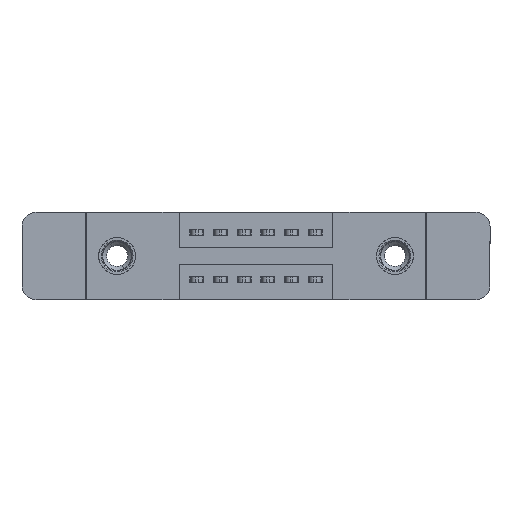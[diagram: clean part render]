
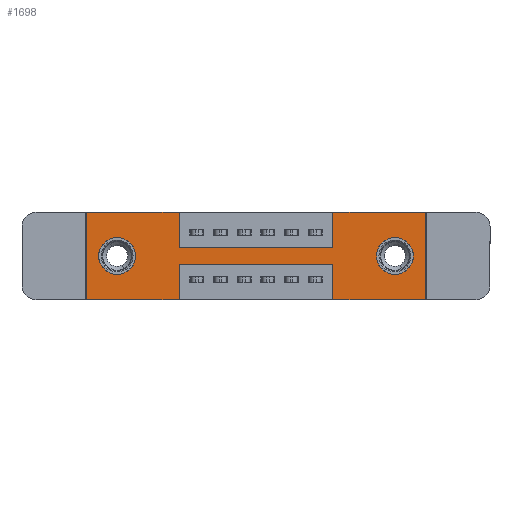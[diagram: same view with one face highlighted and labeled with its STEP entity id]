
A CAD part, front view. The second image highlights one B-rep face of the part: STEP entity #1698.
In plain terms, the highlighted planar face has unit normal (0, -1, 0).
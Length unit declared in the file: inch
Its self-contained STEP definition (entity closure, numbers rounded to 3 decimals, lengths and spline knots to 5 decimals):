
#43 = EDGE_CURVE ( 'NONE', #13105, #6797, #9673, .T. ) ;
#132 = VERTEX_POINT ( 'NONE', #7774 ) ;
#147 = ORIENTED_EDGE ( 'NONE', *, *, #14661, .T. ) ;
#301 = CARTESIAN_POINT ( 'NONE',  ( 0.3925, 0., 0. ) ) ;
#381 = VECTOR ( 'NONE', #3178, 39.37008 ) ;
#435 = CARTESIAN_POINT ( 'NONE',  ( 0., 0., 0. ) ) ;
#669 = EDGE_CURVE ( 'NONE', #132, #13105, #4688, .T. ) ;
#819 = EDGE_CURVE ( 'NONE', #2099, #132, #12846, .T. ) ;
#871 = DIRECTION ( 'NONE',  ( 0., 0., -1. ) ) ;
#896 = ORIENTED_EDGE ( 'NONE', *, *, #10931, .F. ) ;
#908 = VERTEX_POINT ( 'NONE', #11891 ) ;
#961 = CARTESIAN_POINT ( 'NONE',  ( 0.3925, 0., -0.22 ) ) ;
#972 = PLANE ( 'NONE',  #3843 ) ;
#1209 = EDGE_CURVE ( 'NONE', #14259, #4519, #3237, .T. ) ;
#1314 = DIRECTION ( 'NONE',  ( 0., 1., 0. ) ) ;
#1461 = DIRECTION ( 'NONE',  ( 0., 0., 1. ) ) ;
#1475 = EDGE_CURVE ( 'NONE', #5518, #9263, #9458, .T. ) ;
#1503 = ORIENTED_EDGE ( 'NONE', *, *, #819, .F. ) ;
#1589 = CARTESIAN_POINT ( 'NONE',  ( 0., 0., 0. ) ) ;
#1698 = ADVANCED_FACE ( 'NONE', ( #14016, #11756, #14549 ), #972, .T. ) ;
#1707 = ORIENTED_EDGE ( 'NONE', *, *, #13329, .F. ) ;
#1812 = EDGE_LOOP ( 'NONE', ( #5947, #2979, #1707, #10506, #8279, #1503, #12785, #9251, #10764, #14090, #896, #12772 ) ) ;
#2042 = CARTESIAN_POINT ( 'NONE',  ( 0.3925, 0., -0.15 ) ) ;
#2099 = VERTEX_POINT ( 'NONE', #9480 ) ;
#2519 = VERTEX_POINT ( 'NONE', #7364 ) ;
#2736 = CARTESIAN_POINT ( 'NONE',  ( 0.13, 0., -0.107 ) ) ;
#2938 = DIRECTION ( 'NONE',  ( -1., 0., 0. ) ) ;
#2979 = ORIENTED_EDGE ( 'NONE', *, *, #9323, .F. ) ;
#3043 = DIRECTION ( 'NONE',  ( -1., 0., 0. ) ) ;
#3094 = EDGE_CURVE ( 'NONE', #6717, #2099, #14514, .T. ) ;
#3178 = DIRECTION ( 'NONE',  ( 1., 0., 0. ) ) ;
#3237 = LINE ( 'NONE', #301, #4489 ) ;
#3843 = AXIS2_PLACEMENT_3D ( 'NONE', #6753, #5673, #871 ) ;
#3893 = VECTOR ( 'NONE', #11482, 39.37008 ) ;
#4018 = AXIS2_PLACEMENT_3D ( 'NONE', #4274, #11235, #14354 ) ;
#4083 = VECTOR ( 'NONE', #12343, 39.37008 ) ;
#4103 = CARTESIAN_POINT ( 'NONE',  ( 0., 0., 0. ) ) ;
#4145 = CARTESIAN_POINT ( 'NONE',  ( 1.435, 0., -0.37 ) ) ;
#4187 = CARTESIAN_POINT ( 'NONE',  ( 0.3925, 0., -0.22 ) ) ;
#4191 = VERTEX_POINT ( 'NONE', #435 ) ;
#4274 = CARTESIAN_POINT ( 'NONE',  ( 1.305, 0., -0.185 ) ) ;
#4406 = ORIENTED_EDGE ( 'NONE', *, *, #14284, .T. ) ;
#4489 = VECTOR ( 'NONE', #10312, 39.37008 ) ;
#4519 = VERTEX_POINT ( 'NONE', #9053 ) ;
#4574 = VERTEX_POINT ( 'NONE', #13707 ) ;
#4612 = CARTESIAN_POINT ( 'NONE',  ( 0., 0., 0. ) ) ;
#4688 = LINE ( 'NONE', #6695, #5040 ) ;
#4800 = CARTESIAN_POINT ( 'NONE',  ( 0.13, 0., -0.185 ) ) ;
#4974 = DIRECTION ( 'NONE',  ( 0., 0., 1. ) ) ;
#5040 = VECTOR ( 'NONE', #13257, 39.37008 ) ;
#5092 = EDGE_CURVE ( 'NONE', #4519, #6717, #11578, .T. ) ;
#5518 = VERTEX_POINT ( 'NONE', #10177 ) ;
#5666 = DIRECTION ( 'NONE',  ( -1., 0., 0. ) ) ;
#5673 = DIRECTION ( 'NONE',  ( 0., -1., 0. ) ) ;
#5947 = ORIENTED_EDGE ( 'NONE', *, *, #7114, .F. ) ;
#6001 = VERTEX_POINT ( 'NONE', #11229 ) ;
#6355 = VECTOR ( 'NONE', #5666, 39.37008 ) ;
#6480 = VECTOR ( 'NONE', #9730, 39.37008 ) ;
#6486 = AXIS2_PLACEMENT_3D ( 'NONE', #11910, #8453, #4974 ) ;
#6568 = ORIENTED_EDGE ( 'NONE', *, *, #1475, .T. ) ;
#6661 = VECTOR ( 'NONE', #3043, 39.37008 ) ;
#6695 = CARTESIAN_POINT ( 'NONE',  ( 1.435, 0., 0. ) ) ;
#6717 = VERTEX_POINT ( 'NONE', #13022 ) ;
#6753 = CARTESIAN_POINT ( 'NONE',  ( 0., 0., -0.37 ) ) ;
#6797 = VERTEX_POINT ( 'NONE', #7314 ) ;
#7114 = EDGE_CURVE ( 'NONE', #12659, #4574, #8851, .T. ) ;
#7314 = CARTESIAN_POINT ( 'NONE',  ( 1.0425, 0., -0.37 ) ) ;
#7364 = CARTESIAN_POINT ( 'NONE',  ( 0.13, 0., -0.263 ) ) ;
#7555 = EDGE_CURVE ( 'NONE', #4574, #908, #9883, .T. ) ;
#7608 = CARTESIAN_POINT ( 'NONE',  ( 1.305, 0., -0.263 ) ) ;
#7633 = CIRCLE ( 'NONE', #6486, 0.078 ) ;
#7718 = CIRCLE ( 'NONE', #14004, 0.078 ) ;
#7774 = CARTESIAN_POINT ( 'NONE',  ( 1.435, 0., 0. ) ) ;
#8279 = ORIENTED_EDGE ( 'NONE', *, *, #669, .F. ) ;
#8453 = DIRECTION ( 'NONE',  ( 0., 1., 0. ) ) ;
#8851 = LINE ( 'NONE', #14671, #3893 ) ;
#9053 = CARTESIAN_POINT ( 'NONE',  ( 0.3925, 0., -0.15 ) ) ;
#9084 = DIRECTION ( 'NONE',  ( 1., 0., 0. ) ) ;
#9133 = VECTOR ( 'NONE', #9084, 39.37008 ) ;
#9251 = ORIENTED_EDGE ( 'NONE', *, *, #5092, .F. ) ;
#9263 = VERTEX_POINT ( 'NONE', #7608 ) ;
#9274 = EDGE_CURVE ( 'NONE', #4191, #14259, #12324, .T. ) ;
#9323 = EDGE_CURVE ( 'NONE', #6001, #12659, #11810, .T. ) ;
#9458 = CIRCLE ( 'NONE', #11538, 0.078 ) ;
#9480 = CARTESIAN_POINT ( 'NONE',  ( 1.0425, 0., 0. ) ) ;
#9673 = LINE ( 'NONE', #9843, #6661 ) ;
#9730 = DIRECTION ( 'NONE',  ( 0., 0., 1. ) ) ;
#9750 = DIRECTION ( 'NONE',  ( 1., 0., 0. ) ) ;
#9843 = CARTESIAN_POINT ( 'NONE',  ( 0., 0., -0.37 ) ) ;
#9883 = LINE ( 'NONE', #10158, #6355 ) ;
#10034 = EDGE_CURVE ( 'NONE', #11345, #2519, #7718, .T. ) ;
#10158 = CARTESIAN_POINT ( 'NONE',  ( 0., 0., -0.37 ) ) ;
#10177 = CARTESIAN_POINT ( 'NONE',  ( 1.305, 0., -0.107 ) ) ;
#10312 = DIRECTION ( 'NONE',  ( 0., 0., -1. ) ) ;
#10437 = DIRECTION ( 'NONE',  ( 0., 1., 0. ) ) ;
#10506 = ORIENTED_EDGE ( 'NONE', *, *, #43, .F. ) ;
#10692 = DIRECTION ( 'NONE',  ( 0., 0., -1. ) ) ;
#10764 = ORIENTED_EDGE ( 'NONE', *, *, #1209, .F. ) ;
#10866 = CARTESIAN_POINT ( 'NONE',  ( 1.0425, 0., 0. ) ) ;
#10887 = VECTOR ( 'NONE', #9750, 39.37008 ) ;
#10931 = EDGE_CURVE ( 'NONE', #908, #4191, #14266, .T. ) ;
#11017 = CIRCLE ( 'NONE', #4018, 0.078 ) ;
#11020 = CARTESIAN_POINT ( 'NONE',  ( 1.0425, 0., -0.37 ) ) ;
#11079 = VECTOR ( 'NONE', #2938, 39.37008 ) ;
#11172 = CARTESIAN_POINT ( 'NONE',  ( 0.3925, 0., 0. ) ) ;
#11229 = CARTESIAN_POINT ( 'NONE',  ( 1.0425, 0., -0.22 ) ) ;
#11235 = DIRECTION ( 'NONE',  ( 0., 1., 0. ) ) ;
#11345 = VERTEX_POINT ( 'NONE', #2736 ) ;
#11482 = DIRECTION ( 'NONE',  ( 0., 0., -1. ) ) ;
#11538 = AXIS2_PLACEMENT_3D ( 'NONE', #13783, #10437, #10692 ) ;
#11578 = LINE ( 'NONE', #2042, #381 ) ;
#11756 = FACE_BOUND ( 'NONE', #12044, .T. ) ;
#11810 = LINE ( 'NONE', #4187, #11079 ) ;
#11891 = CARTESIAN_POINT ( 'NONE',  ( 0., 0., -0.37 ) ) ;
#11910 = CARTESIAN_POINT ( 'NONE',  ( 0.13, 0., -0.185 ) ) ;
#12044 = EDGE_LOOP ( 'NONE', ( #14442, #147 ) ) ;
#12324 = LINE ( 'NONE', #4103, #10887 ) ;
#12343 = DIRECTION ( 'NONE',  ( 0., 0., 1. ) ) ;
#12659 = VERTEX_POINT ( 'NONE', #961 ) ;
#12772 = ORIENTED_EDGE ( 'NONE', *, *, #7555, .F. ) ;
#12785 = ORIENTED_EDGE ( 'NONE', *, *, #3094, .F. ) ;
#12846 = LINE ( 'NONE', #4612, #9133 ) ;
#12964 = EDGE_LOOP ( 'NONE', ( #6568, #4406 ) ) ;
#12979 = VECTOR ( 'NONE', #13238, 39.37008 ) ;
#13022 = CARTESIAN_POINT ( 'NONE',  ( 1.0425, 0., -0.15 ) ) ;
#13105 = VERTEX_POINT ( 'NONE', #4145 ) ;
#13238 = DIRECTION ( 'NONE',  ( 0., 0., 1. ) ) ;
#13257 = DIRECTION ( 'NONE',  ( 0., 0., -1. ) ) ;
#13329 = EDGE_CURVE ( 'NONE', #6797, #6001, #13655, .T. ) ;
#13655 = LINE ( 'NONE', #11020, #12979 ) ;
#13707 = CARTESIAN_POINT ( 'NONE',  ( 0.3925, 0., -0.37 ) ) ;
#13783 = CARTESIAN_POINT ( 'NONE',  ( 1.305, 0., -0.185 ) ) ;
#14004 = AXIS2_PLACEMENT_3D ( 'NONE', #4800, #1314, #1461 ) ;
#14016 = FACE_BOUND ( 'NONE', #12964, .T. ) ;
#14090 = ORIENTED_EDGE ( 'NONE', *, *, #9274, .F. ) ;
#14259 = VERTEX_POINT ( 'NONE', #11172 ) ;
#14266 = LINE ( 'NONE', #1589, #6480 ) ;
#14284 = EDGE_CURVE ( 'NONE', #9263, #5518, #11017, .T. ) ;
#14354 = DIRECTION ( 'NONE',  ( 0., 0., -1. ) ) ;
#14442 = ORIENTED_EDGE ( 'NONE', *, *, #10034, .T. ) ;
#14514 = LINE ( 'NONE', #10866, #4083 ) ;
#14549 = FACE_OUTER_BOUND ( 'NONE', #1812, .T. ) ;
#14661 = EDGE_CURVE ( 'NONE', #2519, #11345, #7633, .T. ) ;
#14671 = CARTESIAN_POINT ( 'NONE',  ( 0.3925, 0., -0.37 ) ) ;
